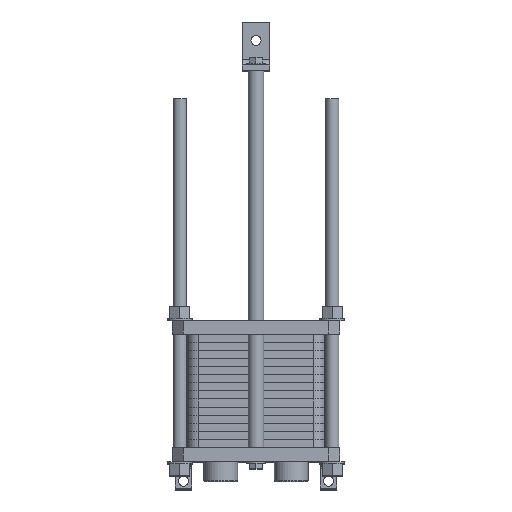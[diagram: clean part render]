
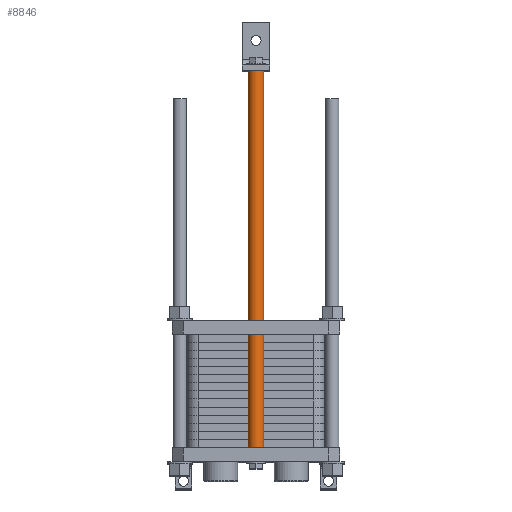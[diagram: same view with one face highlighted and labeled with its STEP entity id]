
A CAD part, top view. The second image highlights one B-rep face of the part: STEP entity #8846.
In plain terms, the highlighted cylindrical face has radius 14 mm (diameter 28 mm), a full revolution.
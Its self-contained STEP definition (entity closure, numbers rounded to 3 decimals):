
#1213=CYLINDRICAL_SURFACE('',#9369,14.);
#1357=FACE_BOUND('',#4061,.T.);
#3579=FACE_OUTER_BOUND('',#4060,.T.);
#4060=EDGE_LOOP('',(#7346));
#4061=EDGE_LOOP('',(#7347));
#4308=CIRCLE('',#9097,14.);
#4358=CIRCLE('',#9225,14.);
#4852=VERTEX_POINT('',#12959);
#5004=VERTEX_POINT('',#13398);
#5517=EDGE_CURVE('',#4852,#4852,#4308,.T.);
#5726=EDGE_CURVE('',#5004,#5004,#4358,.T.);
#7346=ORIENTED_EDGE('',*,*,#5517,.F.);
#7347=ORIENTED_EDGE('',*,*,#5726,.F.);
#8846=ADVANCED_FACE('',(#3579,#1357),#1213,.T.);
#9097=AXIS2_PLACEMENT_3D('',#12960,#10087,#10088);
#9225=AXIS2_PLACEMENT_3D('',#13399,#10502,#10503);
#9369=AXIS2_PLACEMENT_3D('',#13854,#10964,#10965);
#10087=DIRECTION('center_axis',(0.,1.,0.));
#10088=DIRECTION('ref_axis',(-1.,0.,0.));
#10502=DIRECTION('center_axis',(0.,-1.,0.));
#10503=DIRECTION('ref_axis',(-1.,0.,0.));
#10964=DIRECTION('center_axis',(0.,1.,0.));
#10965=DIRECTION('ref_axis',(-1.,0.,0.));
#12959=CARTESIAN_POINT('',(14.,675.,573.));
#12960=CARTESIAN_POINT('Origin',(0.,675.,573.));
#13398=CARTESIAN_POINT('',(14.,0.,573.));
#13399=CARTESIAN_POINT('Origin',(0.,0.,
573.));
#13854=CARTESIAN_POINT('Origin',(0.,-37.,573.));
